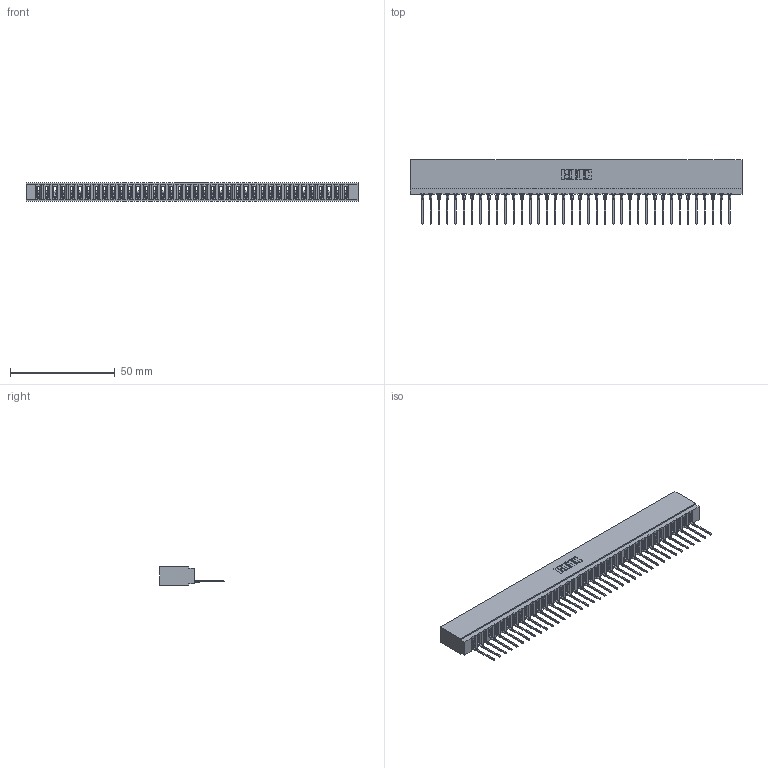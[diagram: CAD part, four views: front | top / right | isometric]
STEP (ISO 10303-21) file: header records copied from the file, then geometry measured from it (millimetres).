
FILE_DESCRIPTION (( 'STEP AP203' ), '1' );
FILE_NAME ('737-038-540-101.STEP', '2026-02-25T00:03:45', ( '' ), ( '' ), 'SwSTEP 2.0', 'SolidWorks 2023', '' );
FILE_SCHEMA (( 'CONFIG_CONTROL_DESIGN' ));
Length unit declared in the file: millimetre
Products named in the file (3): 745-292-001_540; 737-038-540-101; 737 Part_Insulator Option - 01
Assembly tree (39 placements, depth 2):
  737-038-540-101
    737 Part_Insulator Option - 01
    745-292-001_540  x38
Bounding box: 158.45 x 30.62 x 8.89 mm (x, y, z)
Volume: 15364.5 mm3; surface area: 21339.1 mm2
Topology: 39 solids, 39 shells, 4388 faces, 12073 edges, 7618 vertices
Faces by surface type: plane 2638, cylinder 762, bspline 760, torus 228
Entity records: 64525 total; most frequent: CARTESIAN_POINT 11879, ORIENTED_EDGE 11344, DIRECTION 9828, EDGE_CURVE 5672, LINE 5262, VECTOR 5262, VERTEX_POINT 3622, AXIS2_PLACEMENT_3D 2283
